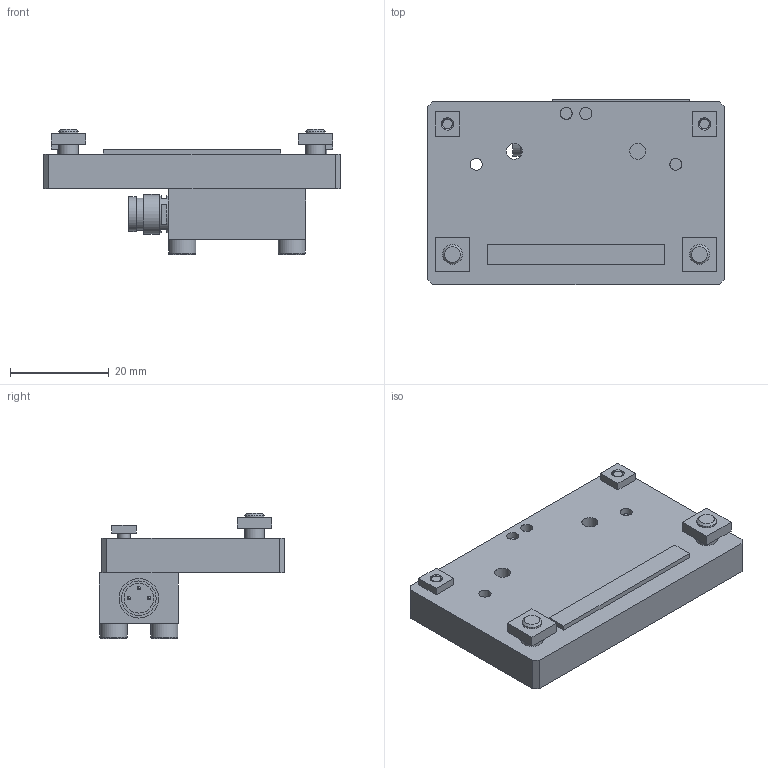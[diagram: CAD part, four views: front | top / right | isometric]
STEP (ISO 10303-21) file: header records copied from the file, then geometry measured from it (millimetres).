
FILE_DESCRIPTION(/* description */ (''),/* implementation_level */ '2;1');
FILE_NAME(/* name */ 'CAD_49037.stp',/* time_stamp */ '2016-04-16T11:12:52+02:00',/* author */ ('Hypex'),/* organization */ ('Hypex'),/* preprocessor_version */ 'ST-DEVELOPER v16.1',/* originating_system */ 'Autodesk Inventor 2016',/* authorisation */ '');
FILE_SCHEMA (('AUTOMOTIVE_DESIGN { 1 0 10303 214 3 1 1 }'));
Length unit declared in the file: millimetre
Products named in the file (1): CAD_49037
Bounding box: 60 x 37.5 x 25.3 mm (x, y, z)
Volume: 20491.2 mm3; surface area: 9095.3 mm2
Topology: 1 solids, 2 shells, 195 faces, 438 edges, 289 vertices
Faces by surface type: plane 127, cylinder 40, cone 14, torus 11, bspline 3
Full cylindrical faces by diameter (mm): 0.7 x3, 2.459 x4, 2.5 x2, 2.9 x2, 3 x1, 3.242 x2, 4 x4, 4.5 x4, 5.5 x4, 6 x1, 6.5 x1, 7 x4, 7.5 x1, 8 x3
Entity records: 5181 total; most frequent: CARTESIAN_POINT 985, DIRECTION 808, ORIENTED_EDGE 700, EDGE_CURVE 350, AXIS2_PLACEMENT_3D 308, EDGE_LOOP 305, VERTEX_POINT 263, STYLED_ITEM 196
